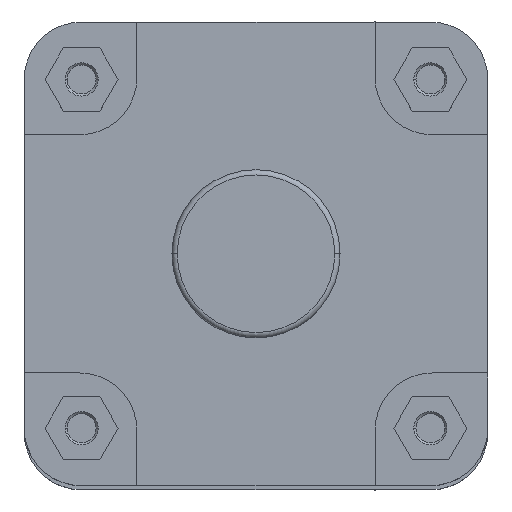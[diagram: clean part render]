
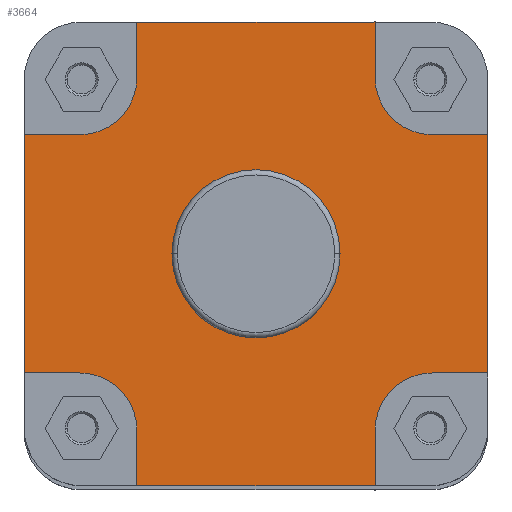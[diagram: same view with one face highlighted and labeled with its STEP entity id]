
A CAD part, top view. The second image highlights one B-rep face of the part: STEP entity #3664.
In plain terms, the highlighted planar face has unit normal (0, 0, 1).
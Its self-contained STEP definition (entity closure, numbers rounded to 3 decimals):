
#272 = EDGE_CURVE ( 'NONE', #4326, #4327, #6206, .T. ) ;
#327 = EDGE_CURVE ( 'NONE', #4388, #4387, #6299, .T. ) ;
#328 = EDGE_CURVE ( 'NONE', #4327, #4326, #6307, .T. ) ;
#329 = EDGE_CURVE ( 'NONE', #4386, #4385, #6304, .T. ) ;
#330 = EDGE_CURVE ( 'NONE', #4384, #4385, #6306, .T. ) ;
#331 = EDGE_CURVE ( 'NONE', #4387, #4386, #6313, .T. ) ;
#332 = EDGE_CURVE ( 'NONE', #4388, #4389, #6312, .T. ) ;
#333 = ORIENTED_EDGE ( 'NONE', *, *, #3463, .F. ) ;
#338 = ORIENTED_EDGE ( 'NONE', *, *, #900, .F. ) ;
#341 = ORIENTED_EDGE ( 'NONE', *, *, #272, .F. ) ;
#343 = ORIENTED_EDGE ( 'NONE', *, *, #6904, .F. ) ;
#344 = ORIENTED_EDGE ( 'NONE', *, *, #331, .F. ) ;
#346 = ORIENTED_EDGE ( 'NONE', *, *, #3461, .F. ) ;
#347 = ORIENTED_EDGE ( 'NONE', *, *, #899, .F. ) ;
#355 = ORIENTED_EDGE ( 'NONE', *, *, #332, .T. ) ;
#356 = ORIENTED_EDGE ( 'NONE', *, *, #327, .F. ) ;
#357 = ORIENTED_EDGE ( 'NONE', *, *, #329, .F. ) ;
#358 = ORIENTED_EDGE ( 'NONE', *, *, #330, .T. ) ;
#362 = ORIENTED_EDGE ( 'NONE', *, *, #3471, .F. ) ;
#365 = ORIENTED_EDGE ( 'NONE', *, *, #328, .F. ) ;
#899 = EDGE_CURVE ( 'NONE', #4392, #4391, #6310, .T. ) ;
#900 = EDGE_CURVE ( 'NONE', #4393, #4392, #6305, .T. ) ;
#1789 = CARTESIAN_POINT ( 'NONE',  ( 0., 39.9, -65.368 ) ) ;
#1803 = PLANE ( 'NONE',  #4130 ) ;
#1804 = DIRECTION ( 'NONE',  ( 0., 0., -1. ) ) ;
#1805 = DIRECTION ( 'NONE',  ( -1., 0., 0. ) ) ;
#2206 = CARTESIAN_POINT ( 'NONE',  ( 39.9, 0., -65.368 ) ) ;
#2207 = CARTESIAN_POINT ( 'NONE',  ( -39.9, 0., -65.368 ) ) ;
#2266 = CARTESIAN_POINT ( 'NONE',  ( -110., 56.5, -65.368 ) ) ;
#2267 = CARTESIAN_POINT ( 'NONE',  ( -110., -56.5, -65.368 ) ) ;
#2268 = CARTESIAN_POINT ( 'NONE',  ( -83.75, -56.5, -65.368 ) ) ;
#2269 = CARTESIAN_POINT ( 'NONE',  ( -56.5, -83.75, -65.368 ) ) ;
#2270 = CARTESIAN_POINT ( 'NONE',  ( -56.5, -110., -65.368 ) ) ;
#2271 = CARTESIAN_POINT ( 'NONE',  ( 56.5, -110., -65.368 ) ) ;
#2272 = CARTESIAN_POINT ( 'NONE',  ( 56.5, -83.75, -65.368 ) ) ;
#2273 = CARTESIAN_POINT ( 'NONE',  ( 83.75, -56.5, -65.368 ) ) ;
#2274 = CARTESIAN_POINT ( 'NONE',  ( 110., -56.5, -65.368 ) ) ;
#2275 = CARTESIAN_POINT ( 'NONE',  ( 110., 56.5, -65.368 ) ) ;
#2276 = CARTESIAN_POINT ( 'NONE',  ( 83.75, 56.5, -65.368 ) ) ;
#2277 = CARTESIAN_POINT ( 'NONE',  ( 56.5, 83.75, -65.368 ) ) ;
#2278 = CARTESIAN_POINT ( 'NONE',  ( 56.5, 110., -65.368 ) ) ;
#2279 = CARTESIAN_POINT ( 'NONE',  ( -56.5, 110., -65.368 ) ) ;
#2280 = CARTESIAN_POINT ( 'NONE',  ( -56.5, 83.75, -65.368 ) ) ;
#2281 = CARTESIAN_POINT ( 'NONE',  ( -83.75, 56.5, -65.368 ) ) ;
#2587 = FACE_OUTER_BOUND ( 'NONE', #6827, .T. ) ;
#2588 = FACE_BOUND ( 'NONE', #6824, .T. ) ;
#2963 = LINE ( 'NONE', #3296, #2975 ) ;
#2975 = VECTOR ( 'NONE', #3298, 1000. ) ;
#3296 = CARTESIAN_POINT ( 'NONE',  ( 56.5, -110., -65.368 ) ) ;
#3298 = DIRECTION ( 'NONE',  ( 0., -1., 0. ) ) ;
#3458 = EDGE_CURVE ( 'NONE', #4399, #4398, #6344, .T. ) ;
#3460 = EDGE_CURVE ( 'NONE', #4384, #4399, #6345, .T. ) ;
#3461 = EDGE_CURVE ( 'NONE', #4394, #4393, #6342, .T. ) ;
#3463 = EDGE_CURVE ( 'NONE', #4395, #4394, #6353, .T. ) ;
#3466 = EDGE_CURVE ( 'NONE', #4397, #4396, #6337, .T. ) ;
#3468 = EDGE_CURVE ( 'NONE', #4398, #4397, #6354, .T. ) ;
#3470 = EDGE_CURVE ( 'NONE', #4396, #4395, #6356, .T. ) ;
#3471 = EDGE_CURVE ( 'NONE', #4391, #4390, #6365, .T. ) ;
#3664 = ADVANCED_FACE ( 'NONE', ( #2588, #2587 ), #1803, .F. ) ;
#3865 = AXIS2_PLACEMENT_3D ( 'NONE', #5159, #5161, #5162 ) ;
#3876 = AXIS2_PLACEMENT_3D ( 'NONE', #5283, #5284, #5285 ) ;
#3879 = AXIS2_PLACEMENT_3D ( 'NONE', #5291, #5292, #5293 ) ;
#3894 = AXIS2_PLACEMENT_3D ( 'NONE', #5443, #5445, #5446 ) ;
#3895 = AXIS2_PLACEMENT_3D ( 'NONE', #5417, #5423, #5424 ) ;
#3897 = AXIS2_PLACEMENT_3D ( 'NONE', #5405, #5410, #5411 ) ;
#4130 = AXIS2_PLACEMENT_3D ( 'NONE', #1789, #1804, #1805 ) ;
#4326 = VERTEX_POINT ( 'NONE', #2206 ) ;
#4327 = VERTEX_POINT ( 'NONE', #2207 ) ;
#4384 = VERTEX_POINT ( 'NONE', #2266 ) ;
#4385 = VERTEX_POINT ( 'NONE', #2267 ) ;
#4386 = VERTEX_POINT ( 'NONE', #2268 ) ;
#4387 = VERTEX_POINT ( 'NONE', #2269 ) ;
#4388 = VERTEX_POINT ( 'NONE', #2270 ) ;
#4389 = VERTEX_POINT ( 'NONE', #2271 ) ;
#4390 = VERTEX_POINT ( 'NONE', #2272 ) ;
#4391 = VERTEX_POINT ( 'NONE', #2273 ) ;
#4392 = VERTEX_POINT ( 'NONE', #2274 ) ;
#4393 = VERTEX_POINT ( 'NONE', #2275 ) ;
#4394 = VERTEX_POINT ( 'NONE', #2276 ) ;
#4395 = VERTEX_POINT ( 'NONE', #2277 ) ;
#4396 = VERTEX_POINT ( 'NONE', #2278 ) ;
#4397 = VERTEX_POINT ( 'NONE', #2279 ) ;
#4398 = VERTEX_POINT ( 'NONE', #2280 ) ;
#4399 = VERTEX_POINT ( 'NONE', #2281 ) ;
#5159 = CARTESIAN_POINT ( 'NONE',  ( 0., 0., -65.368 ) ) ;
#5161 = DIRECTION ( 'NONE',  ( 0., 0., 1. ) ) ;
#5162 = DIRECTION ( 'NONE',  ( 1., 0., 0. ) ) ;
#5279 = CARTESIAN_POINT ( 'NONE',  ( -56.5, -83.75, -65.368 ) ) ;
#5281 = CARTESIAN_POINT ( 'NONE',  ( -110., -242.141, -65.368 ) ) ;
#5282 = DIRECTION ( 'NONE',  ( 0., 1., 0. ) ) ;
#5283 = CARTESIAN_POINT ( 'NONE',  ( 0., 0., -65.368 ) ) ;
#5284 = DIRECTION ( 'NONE',  ( 0., 0., 1. ) ) ;
#5285 = DIRECTION ( 'NONE',  ( 1., 0., 0. ) ) ;
#5286 = CARTESIAN_POINT ( 'NONE',  ( -110., -56.5, -65.368 ) ) ;
#5287 = DIRECTION ( 'NONE',  ( -1., 0., 0. ) ) ;
#5288 = CARTESIAN_POINT ( 'NONE',  ( 110., -242.141, -65.368 ) ) ;
#5289 = CARTESIAN_POINT ( 'NONE',  ( 0., -110., -65.368 ) ) ;
#5290 = DIRECTION ( 'NONE',  ( 0., -1., 0. ) ) ;
#5291 = CARTESIAN_POINT ( 'NONE',  ( -83.75, -83.75, -65.368 ) ) ;
#5292 = DIRECTION ( 'NONE',  ( 0., 0., 1. ) ) ;
#5293 = DIRECTION ( 'NONE',  ( -1., 0., 0. ) ) ;
#5295 = DIRECTION ( 'NONE',  ( 1., 0., 0. ) ) ;
#5296 = CARTESIAN_POINT ( 'NONE',  ( 83.75, -56.5, -65.368 ) ) ;
#5298 = DIRECTION ( 'NONE',  ( -1., 0., 0. ) ) ;
#5300 = DIRECTION ( 'NONE',  ( 0., -1., 0. ) ) ;
#5405 = CARTESIAN_POINT ( 'NONE',  ( -83.75, 83.75, -65.368 ) ) ;
#5409 = CARTESIAN_POINT ( 'NONE',  ( -83.75, 56.5, -65.368 ) ) ;
#5410 = DIRECTION ( 'NONE',  ( 0., 0., 1. ) ) ;
#5411 = DIRECTION ( 'NONE',  ( -1., 0., 0. ) ) ;
#5415 = CARTESIAN_POINT ( 'NONE',  ( 110., 56.5, -65.368 ) ) ;
#5416 = DIRECTION ( 'NONE',  ( 1., 0., 0. ) ) ;
#5417 = CARTESIAN_POINT ( 'NONE',  ( 83.75, 83.75, -65.368 ) ) ;
#5418 = DIRECTION ( 'NONE',  ( 1., 0., 0. ) ) ;
#5423 = DIRECTION ( 'NONE',  ( 0., 0., 1. ) ) ;
#5424 = DIRECTION ( 'NONE',  ( -1., 0., 0. ) ) ;
#5429 = CARTESIAN_POINT ( 'NONE',  ( 0., 110., -65.368 ) ) ;
#5430 = DIRECTION ( 'NONE',  ( 1., 0., 0. ) ) ;
#5435 = CARTESIAN_POINT ( 'NONE',  ( -56.5, 110., -65.368 ) ) ;
#5436 = DIRECTION ( 'NONE',  ( 0., 1., 0. ) ) ;
#5441 = CARTESIAN_POINT ( 'NONE',  ( 56.5, 83.75, -65.368 ) ) ;
#5442 = DIRECTION ( 'NONE',  ( 0., -1., 0. ) ) ;
#5443 = CARTESIAN_POINT ( 'NONE',  ( 83.75, -83.75, -65.368 ) ) ;
#5445 = DIRECTION ( 'NONE',  ( 0., 0., 1. ) ) ;
#5446 = DIRECTION ( 'NONE',  ( -1., 0., 0. ) ) ;
#6206 = CIRCLE ( 'NONE', #3865, 39.9 ) ;
#6299 = LINE ( 'NONE', #5279, #6303 ) ;
#6302 = VECTOR ( 'NONE', #5287, 1000. ) ;
#6303 = VECTOR ( 'NONE', #5282, 1000. ) ;
#6304 = LINE ( 'NONE', #5286, #6302 ) ;
#6305 = LINE ( 'NONE', #5288, #6316 ) ;
#6306 = LINE ( 'NONE', #5281, #6308 ) ;
#6307 = CIRCLE ( 'NONE', #3876, 39.9 ) ;
#6308 = VECTOR ( 'NONE', #5290, 1000. ) ;
#6309 = VECTOR ( 'NONE', #5295, 1000. ) ;
#6310 = LINE ( 'NONE', #5296, #6311 ) ;
#6311 = VECTOR ( 'NONE', #5298, 1000. ) ;
#6312 = LINE ( 'NONE', #5289, #6309 ) ;
#6313 = CIRCLE ( 'NONE', #3879, 27.25 ) ;
#6316 = VECTOR ( 'NONE', #5300, 1000. ) ;
#6331 = VECTOR ( 'NONE', #5416, 1000. ) ;
#6337 = LINE ( 'NONE', #5429, #6348 ) ;
#6342 = LINE ( 'NONE', #5415, #6347 ) ;
#6344 = CIRCLE ( 'NONE', #3897, 27.25 ) ;
#6345 = LINE ( 'NONE', #5409, #6331 ) ;
#6347 = VECTOR ( 'NONE', #5418, 1000. ) ;
#6348 = VECTOR ( 'NONE', #5430, 1000. ) ;
#6350 = VECTOR ( 'NONE', #5436, 1000. ) ;
#6353 = CIRCLE ( 'NONE', #3895, 27.25 ) ;
#6354 = LINE ( 'NONE', #5435, #6350 ) ;
#6356 = LINE ( 'NONE', #5441, #6357 ) ;
#6357 = VECTOR ( 'NONE', #5442, 1000. ) ;
#6365 = CIRCLE ( 'NONE', #3894, 27.25 ) ;
#6824 = EDGE_LOOP ( 'NONE', ( #341, #365 ) ) ;
#6827 = EDGE_LOOP ( 'NONE', ( #358, #357, #344, #356, #355, #343, #362, #347, #338, #346, #333, #7136, #7177, #7139, #7141, #7121 ) ) ;
#6904 = EDGE_CURVE ( 'NONE', #4390, #4389, #2963, .T. ) ;
#7121 = ORIENTED_EDGE ( 'NONE', *, *, #3460, .F. ) ;
#7136 = ORIENTED_EDGE ( 'NONE', *, *, #3470, .F. ) ;
#7139 = ORIENTED_EDGE ( 'NONE', *, *, #3468, .F. ) ;
#7141 = ORIENTED_EDGE ( 'NONE', *, *, #3458, .F. ) ;
#7177 = ORIENTED_EDGE ( 'NONE', *, *, #3466, .F. ) ;
